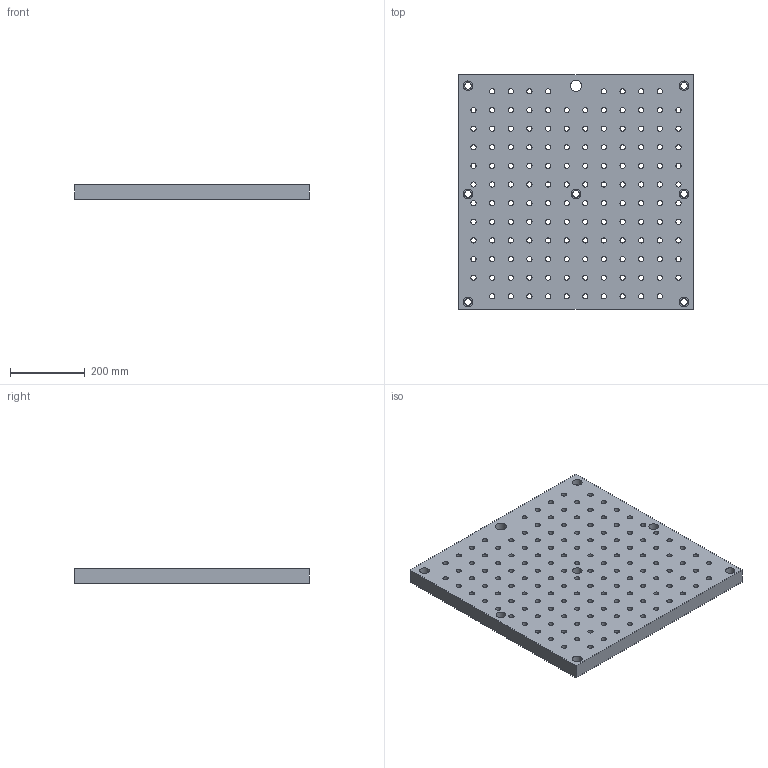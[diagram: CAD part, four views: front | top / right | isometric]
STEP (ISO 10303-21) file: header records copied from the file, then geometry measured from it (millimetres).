
FILE_DESCRIPTION( ( 'Unknown' ), '1' );
FILE_NAME( 'BP15-40630-0630-16.stp', 'Unknown', ( 'S.C.H' ), ( 'Unknown' ), 'XStep 1.0', 'Unknown', ' ' );
FILE_SCHEMA( ( 'CONFIG_CONTROL_DESIGN' ) );
Length unit declared in the file: millimetre
Products named in the file (1): 1
Bounding box: 630 x 630 x 40 mm (x, y, z)
Volume: 14881662.7 mm3; surface area: 1115731.5 mm2
Topology: 1 solids, 1 shells, 170 faces, 560 edges, 399 vertices
Faces by surface type: cylinder 155, plane 13, cone 2
Full cylindrical faces by diameter (mm): 14 x140, 18 x7, 26 x7, 30 x1
Entity records: 5532 total; most frequent: DIRECTION 974, CARTESIAN_POINT 813, ORIENTED_EDGE 644, EDGE_LOOP 626, AXIS2_PLACEMENT_3D 481, FACE_OUTER_BOUND 325, EDGE_CURVE 322, VERTEX_POINT 320
